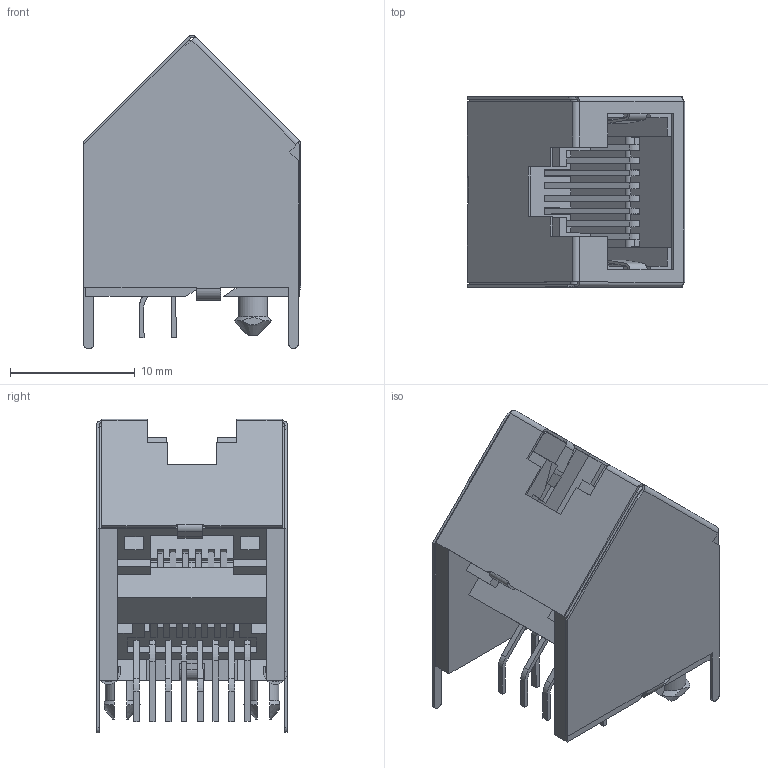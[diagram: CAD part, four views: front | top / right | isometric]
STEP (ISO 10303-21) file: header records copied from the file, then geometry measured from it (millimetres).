
FILE_DESCRIPTION(/* description */ ('Unknown'),/* implementation_level */ '2;1');
FILE_NAME(/* name */ '615008145121',/* time_stamp */ '2023-06-12T16:41:27+02:00',/* author */ ('Unknown'),/* organization */ ('Unknown'),/* preprocessor_version */ 'ST-DEVELOPER v18.102',/* originating_system */ 'Solid Edge',/* authorisation */ 'Unknown');
FILE_SCHEMA (('AUTOMOTIVE_DESIGN {1 0 10303 214 3 1 1}'));
Length unit declared in the file: millimetre
Products named in the file (13): 615008145121; 615008145121_Housing+Pin; 615008145121_Housing; 615008145121_Pin6; 615008145121_Pin5; 615008145121_Pin8; 615008145121_Housing2; 615008145121_Pin1; 615008145121_Pin2; 615008145121_Pin3; 615008145121_Pin4; 615008145121_Pin7; 615008145121_Shielding
Assembly tree (12 placements, depth 3):
  615008145121
    615008145121_Housing+Pin
      615008145121_Housing
      615008145121_Pin6
      615008145121_Pin5
      615008145121_Pin8
      615008145121_Housing2
      615008145121_Pin1
      615008145121_Pin2
      615008145121_Pin3
      615008145121_Pin4
      615008145121_Pin7
    615008145121_Shielding
Bounding box: 17.44 x 15.25 x 25.12 mm (x, y, z)
Volume: 1976.6 mm3; surface area: 5378.4 mm2
Topology: 11 solids, 11 shells, 564 faces, 1573 edges, 1030 vertices
Faces by surface type: plane 480, cylinder 76, cone 8
Entity records: 18205 total; most frequent: CARTESIAN_POINT 3252, ORIENTED_EDGE 3146, DIRECTION 2869, EDGE_CURVE 1573, LINE 1391, VECTOR 1391, VERTEX_POINT 1030, AXIS2_PLACEMENT_3D 739
